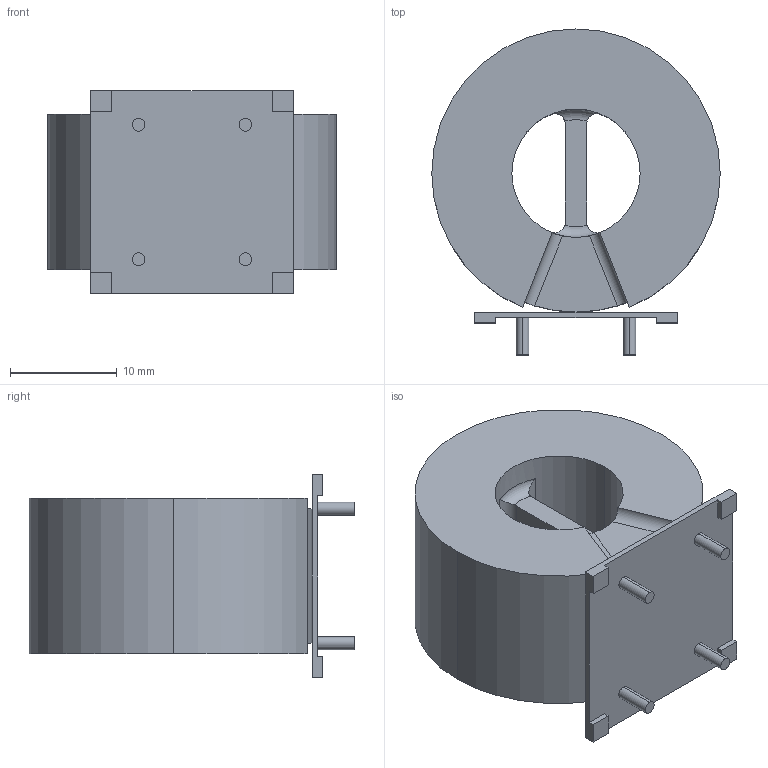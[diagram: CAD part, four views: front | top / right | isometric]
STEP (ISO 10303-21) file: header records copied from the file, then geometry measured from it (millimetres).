
FILE_DESCRIPTION (( 'STEP AP214' ), '1' );
FILE_NAME ('PH9455_3d.STEP', '2022-12-19T12:05:55', ( '' ), ( '' ), 'SwSTEP 2.0', 'SolidWorks 2021', '' );
FILE_SCHEMA (( 'AUTOMOTIVE_DESIGN' ));
Length unit declared in the file: millimetre
Products named in the file (1): PH9455_3d
Bounding box: 27 x 30.5 x 19 mm (x, y, z)
Volume: 6952.5 mm3; surface area: 3701.2 mm2
Topology: 2 solids, 2 shells, 58 faces, 152 edges, 100 vertices
Faces by surface type: plane 32, cylinder 22, torus 4
Entity records: 2008 total; most frequent: CARTESIAN_POINT 431, ORIENTED_EDGE 304, DIRECTION 302, EDGE_CURVE 152, AXIS2_PLACEMENT_3D 107, VERTEX_POINT 100, VECTOR 88, LINE 88
